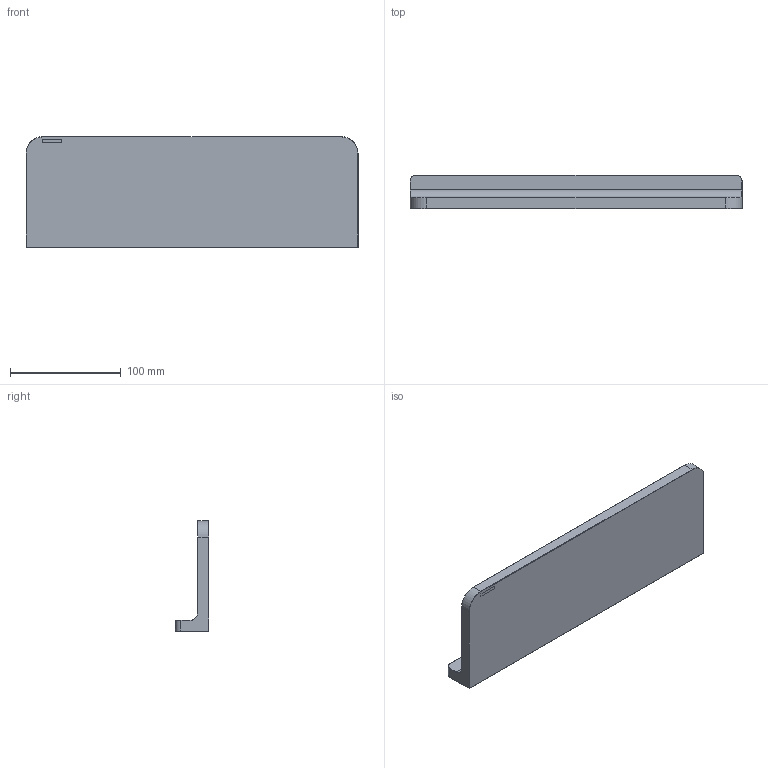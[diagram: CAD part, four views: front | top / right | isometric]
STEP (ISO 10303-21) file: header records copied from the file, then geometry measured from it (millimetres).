
FILE_DESCRIPTION (( 'STEP AP203' ), '1' );
FILE_NAME ('99ZP08819.STEP', '2023-09-08T07:55:55', ( '' ), ( '' ), 'SwSTEP 2.0', 'SolidWorks 2021', '' );
FILE_SCHEMA (( 'CONFIG_CONTROL_DESIGN' ));
Length unit declared in the file: millimetre
Products named in the file (1): 99ZP08819
Bounding box: 300 x 30 x 100 mm (x, y, z)
Volume: 163237.2 mm3; surface area: 90804.7 mm2
Topology: 1 solids, 1 shells, 234 faces, 548 edges, 316 vertices
Faces by surface type: cylinder 114, torus 50, plane 44, cone 16, bspline 8, sphere 2
Entity records: 6841 total; most frequent: CARTESIAN_POINT 1433, DIRECTION 1198, ORIENTED_EDGE 1084, EDGE_CURVE 542, AXIS2_PLACEMENT_3D 477, VERTEX_POINT 316, CIRCLE 250, EDGE_LOOP 248
